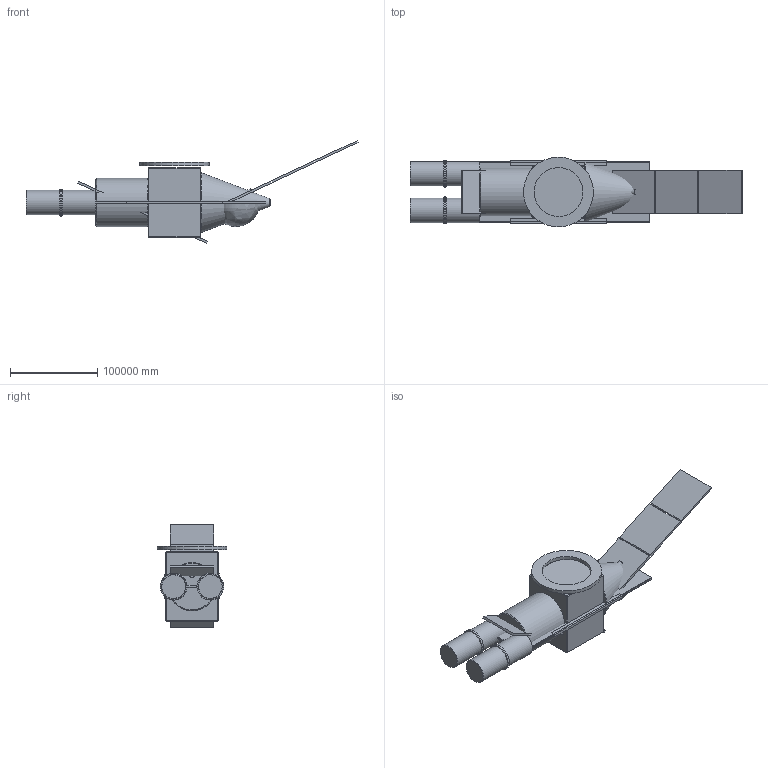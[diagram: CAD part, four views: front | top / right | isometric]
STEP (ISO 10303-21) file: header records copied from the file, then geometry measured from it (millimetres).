
FILE_DESCRIPTION(('FreeCAD Model'),'2;1');
FILE_NAME('Open CASCADE Shape Model','2025-08-10T18:38:11',('Author'),( ''),'Open CASCADE STEP processor 7.8','FreeCAD','Unknown');
FILE_SCHEMA(('AUTOMOTIVE_DESIGN { 1 0 10303 214 1 1 1 1 }'));
Length unit declared in the file: metre
Products named in the file (13): Bus; Deck; Ala_Izq; Motor_1; Proa; Popa; Ala_Der; Motor_2; HGA_Plato; Panel_Izq; Panel_Der; HGA_Brazo; Dock_Top
Bounding box: 380069.06 x 79911.75 x 117499.68 mm (x, y, z)
Volume: 551180370880694.2 mm3; surface area: 180613329061.5 mm2
Topology: 21 solids, 22 shells, 177 faces, 317 edges, 183 vertices
Faces by surface type: bspline 153, plane 24
Entity records: 20621 total; most frequent: CARTESIAN_POINT 15603, B_SPLINE_CURVE_WITH_KNOTS 833, ORIENTED_EDGE 632, PCURVE 632, DEFINITIONAL_REPRESENTATION 632, EDGE_CURVE 316, SURFACE_CURVE 286, FACE_BOUND 183
